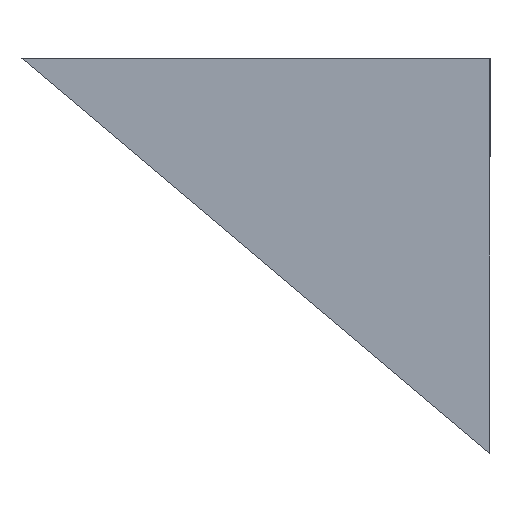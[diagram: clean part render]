
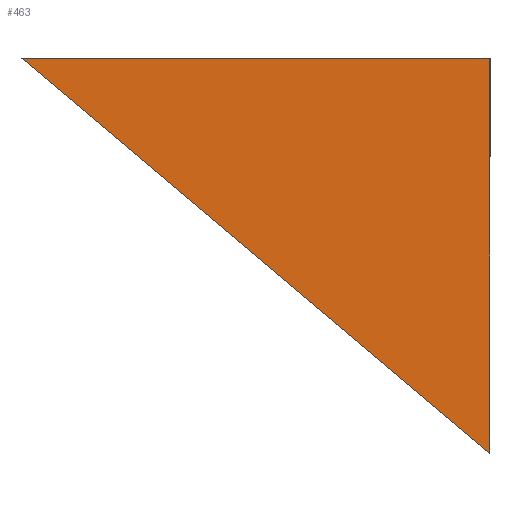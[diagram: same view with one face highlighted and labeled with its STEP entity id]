
A CAD part, left-side view. The second image highlights one B-rep face of the part: STEP entity #463.
In plain terms, the highlighted planar face has unit normal (-1, 0, 0).
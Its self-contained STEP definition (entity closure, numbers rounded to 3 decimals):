
#55=PLANE('',#537);
#89=FACE_OUTER_BOUND('',#135,.T.);
#135=EDGE_LOOP('',(#413,#414,#415));
#158=LINE('',#801,#188);
#162=LINE('',#809,#192);
#165=LINE('',#814,#195);
#188=VECTOR('',#673,10.);
#192=VECTOR('',#679,10.);
#195=VECTOR('',#684,10.);
#251=VERTEX_POINT('',#799);
#252=VERTEX_POINT('',#800);
#255=VERTEX_POINT('',#808);
#302=EDGE_CURVE('',#251,#252,#158,.T.);
#306=EDGE_CURVE('',#255,#252,#162,.T.);
#309=EDGE_CURVE('',#251,#255,#165,.T.);
#413=ORIENTED_EDGE('',*,*,#309,.F.);
#414=ORIENTED_EDGE('',*,*,#302,.T.);
#415=ORIENTED_EDGE('',*,*,#306,.F.);
#463=ADVANCED_FACE('',(#89),#55,.T.);
#537=AXIS2_PLACEMENT_3D('',#816,#686,#687);
#673=DIRECTION('',(0.,0.,1.));
#679=DIRECTION('',(0.,-1.,0.));
#684=DIRECTION('',(0.,0.764,0.645));
#686=DIRECTION('center_axis',(-1.,0.,0.));
#687=DIRECTION('ref_axis',(0.,-1.,0.));
#799=CARTESIAN_POINT('',(-115.,-107.,30.));
#800=CARTESIAN_POINT('',(-115.,-107.,192.));
#801=CARTESIAN_POINT('',(-115.,-107.,30.));
#808=CARTESIAN_POINT('',(-115.,85.,192.));
#809=CARTESIAN_POINT('',(-115.,85.,192.));
#814=CARTESIAN_POINT('',(-115.,-107.,30.));
#816=CARTESIAN_POINT('Origin',(-115.,0.,96.));
